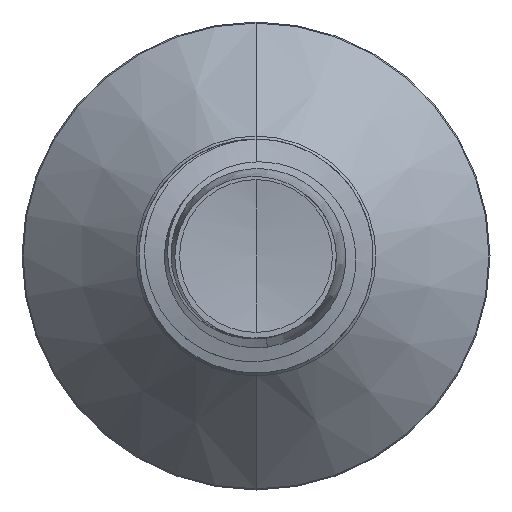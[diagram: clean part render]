
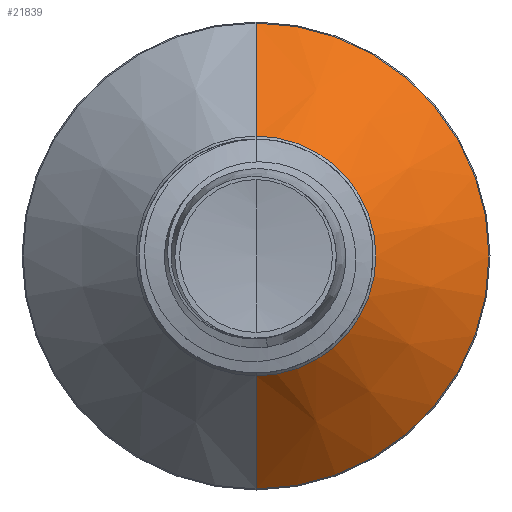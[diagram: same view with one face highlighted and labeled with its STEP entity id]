
A CAD part, front view. The second image highlights one B-rep face of the part: STEP entity #21839.
In plain terms, the highlighted conical face has half-angle 45 degrees and reference radius 2.563 mm.
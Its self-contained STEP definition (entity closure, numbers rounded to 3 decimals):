
#681 = AXIS2_PLACEMENT_3D ( 'NONE', #21456, #21450, #21426 ) ;
#1357 = CIRCLE ( 'NONE', #6729, 2.563 ) ;
#1475 = CARTESIAN_POINT ( 'NONE',  ( 0., 9.313, -2.563 ) ) ;
#1584 = EDGE_LOOP ( 'NONE', ( #9389, #9460, #9534, #9785 ) ) ;
#1836 = CIRCLE ( 'NONE', #681, 4.978 ) ;
#2389 = CARTESIAN_POINT ( 'NONE',  ( 0., 11.728, -4.978 ) ) ;
#2395 = CARTESIAN_POINT ( 'NONE',  ( 0., 11.728, 4.978 ) ) ;
#3158 = CARTESIAN_POINT ( 'NONE',  ( 0., 9.313, 2.563 ) ) ;
#3396 = DIRECTION ( 'NONE',  ( 0., 0., 1. ) ) ;
#3426 = DIRECTION ( 'NONE',  ( 0., 1., 0. ) ) ;
#3433 = CARTESIAN_POINT ( 'NONE',  ( 0., 9.313, 0. ) ) ;
#4234 = LINE ( 'NONE', #18135, #5672 ) ;
#4700 = EDGE_CURVE ( 'NONE', #6229, #6095, #1836, .T. ) ;
#5672 = VECTOR ( 'NONE', #19503, 1000. ) ;
#5776 = CARTESIAN_POINT ( 'NONE',  ( 0., 9.313, -2.563 ) ) ;
#5948 = EDGE_CURVE ( 'NONE', #6040, #13655, #1357, .T. ) ;
#6040 = VERTEX_POINT ( 'NONE', #3158 ) ;
#6095 = VERTEX_POINT ( 'NONE', #2389 ) ;
#6229 = VERTEX_POINT ( 'NONE', #2395 ) ;
#6729 = AXIS2_PLACEMENT_3D ( 'NONE', #3433, #3426, #3396 ) ;
#7434 = VECTOR ( 'NONE', #14159, 1000. ) ;
#9389 = ORIENTED_EDGE ( 'NONE', *, *, #5948, .T. ) ;
#9460 = ORIENTED_EDGE ( 'NONE', *, *, #10760, .T. ) ;
#9534 = ORIENTED_EDGE ( 'NONE', *, *, #4700, .F. ) ;
#9621 = FACE_OUTER_BOUND ( 'NONE', #1584, .T. ) ;
#9785 = ORIENTED_EDGE ( 'NONE', *, *, #9901, .F. ) ;
#9901 = EDGE_CURVE ( 'NONE', #6040, #6229, #4234, .T. ) ;
#10760 = EDGE_CURVE ( 'NONE', #13655, #6095, #11631, .T. ) ;
#11479 = CARTESIAN_POINT ( 'NONE',  ( 0., 9.313, 0. ) ) ;
#11631 = LINE ( 'NONE', #1475, #7434 ) ;
#12959 = DIRECTION ( 'NONE',  ( 0., 1., 0. ) ) ;
#13655 = VERTEX_POINT ( 'NONE', #5776 ) ;
#14159 = DIRECTION ( 'NONE',  ( 0., 0.707, -0.707 ) ) ;
#16605 = CONICAL_SURFACE ( 'NONE', #20108, 2.563, 0.785 ) ;
#18135 = CARTESIAN_POINT ( 'NONE',  ( 0., 9.313, 2.563 ) ) ;
#19503 = DIRECTION ( 'NONE',  ( 0., 0.707, 0.707 ) ) ;
#20108 = AXIS2_PLACEMENT_3D ( 'NONE', #11479, #12959, #20234 ) ;
#20234 = DIRECTION ( 'NONE',  ( 0., 0., 1. ) ) ;
#21426 = DIRECTION ( 'NONE',  ( 0., 0., 1. ) ) ;
#21450 = DIRECTION ( 'NONE',  ( 0., 1., 0. ) ) ;
#21456 = CARTESIAN_POINT ( 'NONE',  ( 0., 11.728, 0. ) ) ;
#21839 = ADVANCED_FACE ( 'NONE', ( #9621 ), #16605, .T. ) ;
